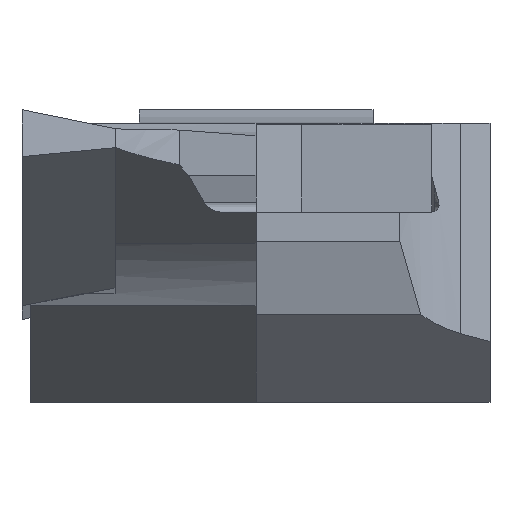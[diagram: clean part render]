
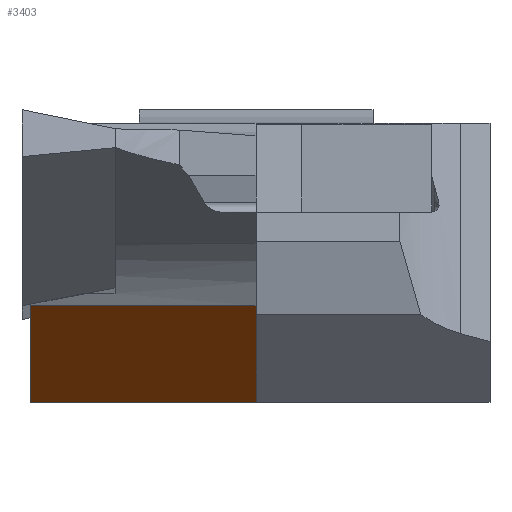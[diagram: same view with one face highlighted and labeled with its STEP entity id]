
A CAD part, left-side view. The second image highlights one B-rep face of the part: STEP entity #3403.
In plain terms, the highlighted planar face has unit normal (-0.616, 0, -0.788).
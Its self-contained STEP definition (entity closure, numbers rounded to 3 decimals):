
#427 = VERTEX_POINT ( 'NONE', #2729 ) ;
#446 = VECTOR ( 'NONE', #2821, 1000. ) ;
#568 = EDGE_CURVE ( 'NONE', #2166, #2653, #626, .T. ) ;
#626 = LINE ( 'NONE', #1032, #446 ) ;
#648 = DIRECTION ( 'NONE',  ( 0., 1., 0. ) ) ;
#650 = CARTESIAN_POINT ( 'NONE',  ( -93.444, 7.7, -1.702 ) ) ;
#736 = CARTESIAN_POINT ( 'NONE',  ( -89.223, 7.7, -5. ) ) ;
#837 = VECTOR ( 'NONE', #648, 1000. ) ;
#875 = LINE ( 'NONE', #2172, #995 ) ;
#975 = FACE_OUTER_BOUND ( 'NONE', #3666, .T. ) ;
#995 = VECTOR ( 'NONE', #2936, 1000. ) ;
#1032 = CARTESIAN_POINT ( 'NONE',  ( -93.444, 7.7, -1.702 ) ) ;
#1079 = EDGE_CURVE ( 'NONE', #427, #2166, #3075, .T. ) ;
#1167 = CARTESIAN_POINT ( 'NONE',  ( -93.444, -178.755, -1.702 ) ) ;
#1253 = PLANE ( 'NONE',  #3556 ) ;
#1277 = LINE ( 'NONE', #1951, #837 ) ;
#1294 = VERTEX_POINT ( 'NONE', #3107 ) ;
#1367 = ORIENTED_EDGE ( 'NONE', *, *, #1079, .F. ) ;
#1509 = ORIENTED_EDGE ( 'NONE', *, *, #568, .F. ) ;
#1933 = DIRECTION ( 'NONE',  ( 0., 1., 0. ) ) ;
#1951 = CARTESIAN_POINT ( 'NONE',  ( -93.444, -178.755, -1.702 ) ) ;
#2002 = EDGE_CURVE ( 'NONE', #427, #1294, #875, .T. ) ;
#2074 = DIRECTION ( 'NONE',  ( 0.616, 0., 0.788 ) ) ;
#2166 = VERTEX_POINT ( 'NONE', #736 ) ;
#2172 = CARTESIAN_POINT ( 'NONE',  ( -93.444, 0., -1.702 ) ) ;
#2336 = EDGE_CURVE ( 'NONE', #1294, #2653, #1277, .T. ) ;
#2653 = VERTEX_POINT ( 'NONE', #650 ) ;
#2729 = CARTESIAN_POINT ( 'NONE',  ( -89.223, 0., -5. ) ) ;
#2821 = DIRECTION ( 'NONE',  ( -0.788, 0., 0.616 ) ) ;
#2865 = VECTOR ( 'NONE', #1933, 1000. ) ;
#2936 = DIRECTION ( 'NONE',  ( -0.788, 0., 0.616 ) ) ;
#2938 = ORIENTED_EDGE ( 'NONE', *, *, #2336, .T. ) ;
#3075 = LINE ( 'NONE', #3482, #2865 ) ;
#3096 = DIRECTION ( 'NONE',  ( 0.788, 0., -0.616 ) ) ;
#3107 = CARTESIAN_POINT ( 'NONE',  ( -93.444, 0., -1.702 ) ) ;
#3200 = ORIENTED_EDGE ( 'NONE', *, *, #2002, .T. ) ;
#3403 = ADVANCED_FACE ( 'NONE', ( #975 ), #1253, .F. ) ;
#3482 = CARTESIAN_POINT ( 'NONE',  ( -89.223, -178.755, -5. ) ) ;
#3556 = AXIS2_PLACEMENT_3D ( 'NONE', #1167, #2074, #3096 ) ;
#3666 = EDGE_LOOP ( 'NONE', ( #1509, #1367, #3200, #2938 ) ) ;
